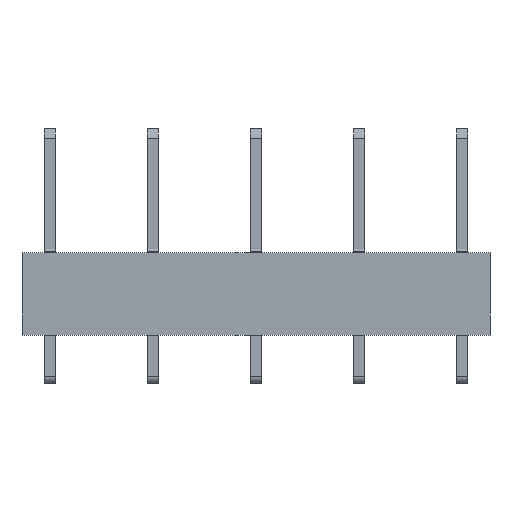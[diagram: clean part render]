
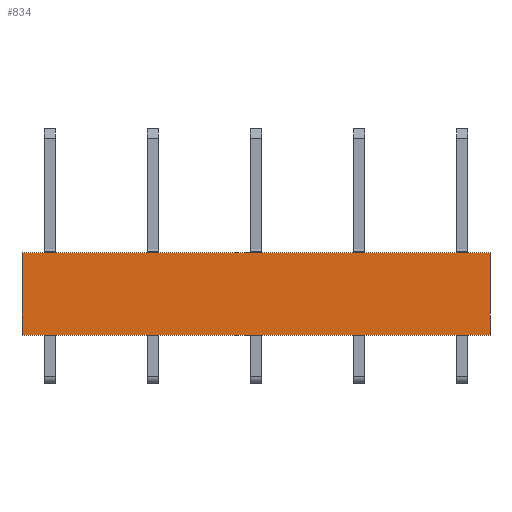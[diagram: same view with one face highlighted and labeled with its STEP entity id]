
A CAD part, front view. The second image highlights one B-rep face of the part: STEP entity #834.
In plain terms, the highlighted planar face has unit normal (0, -1, 0).
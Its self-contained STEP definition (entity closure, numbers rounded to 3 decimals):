
#816=AXIS2_PLACEMENT_3D('Plane Axis2P3D',#813,#814,#815) ;
#40=CARTESIAN_POINT('Vertex',(34.,0.,9.5)) ;
#56=CARTESIAN_POINT('Vertex',(0.,0.,9.5)) ;
#59=CARTESIAN_POINT('Line Origine',(17.,0.,9.5)) ;
#451=CARTESIAN_POINT('Vertex',(34.,0.,3.5)) ;
#454=CARTESIAN_POINT('Line Origine',(17.,0.,3.5)) ;
#458=CARTESIAN_POINT('Vertex',(0.,0.,3.5)) ;
#813=CARTESIAN_POINT('Axis2P3D Location',(0.,0.,9.5)) ;
#818=CARTESIAN_POINT('Line Origine',(34.,0.,6.5)) ;
#823=CARTESIAN_POINT('Line Origine',(0.,0.,6.5)) ;
#60=DIRECTION('Vector Direction',(1.,0.,0.)) ;
#455=DIRECTION('Vector Direction',(1.,0.,0.)) ;
#814=DIRECTION('Axis2P3D Direction',(0.,-1.,0.)) ;
#815=DIRECTION('Axis2P3D XDirection',(0.,0.,-1.)) ;
#819=DIRECTION('Vector Direction',(0.,0.,-1.)) ;
#824=DIRECTION('Vector Direction',(0.,0.,-1.)) ;
#61=VECTOR('Line Direction',#60,1.) ;
#456=VECTOR('Line Direction',#455,1.) ;
#820=VECTOR('Line Direction',#819,1.) ;
#825=VECTOR('Line Direction',#824,1.) ;
#829=ORIENTED_EDGE('',*,*,#822,.T.) ;
#830=ORIENTED_EDGE('',*,*,#63,.F.) ;
#831=ORIENTED_EDGE('',*,*,#827,.F.) ;
#832=ORIENTED_EDGE('',*,*,#460,.T.) ;
#834=ADVANCED_FACE('Housing',(#833),#817,.T.) ;
#63=EDGE_CURVE('',#57,#41,#62,.T.) ;
#460=EDGE_CURVE('',#459,#452,#457,.T.) ;
#822=EDGE_CURVE('',#452,#41,#821,.F.) ;
#827=EDGE_CURVE('',#459,#57,#826,.F.) ;
#828=EDGE_LOOP('',(#829,#830,#831,#832)) ;
#833=FACE_OUTER_BOUND('',#828,.T.) ;
#62=LINE('Line',#59,#61) ;
#457=LINE('Line',#454,#456) ;
#821=LINE('Line',#818,#820) ;
#826=LINE('Line',#823,#825) ;
#817=PLANE('',#816) ;
#41=VERTEX_POINT('',#40) ;
#57=VERTEX_POINT('',#56) ;
#452=VERTEX_POINT('',#451) ;
#459=VERTEX_POINT('',#458) ;
